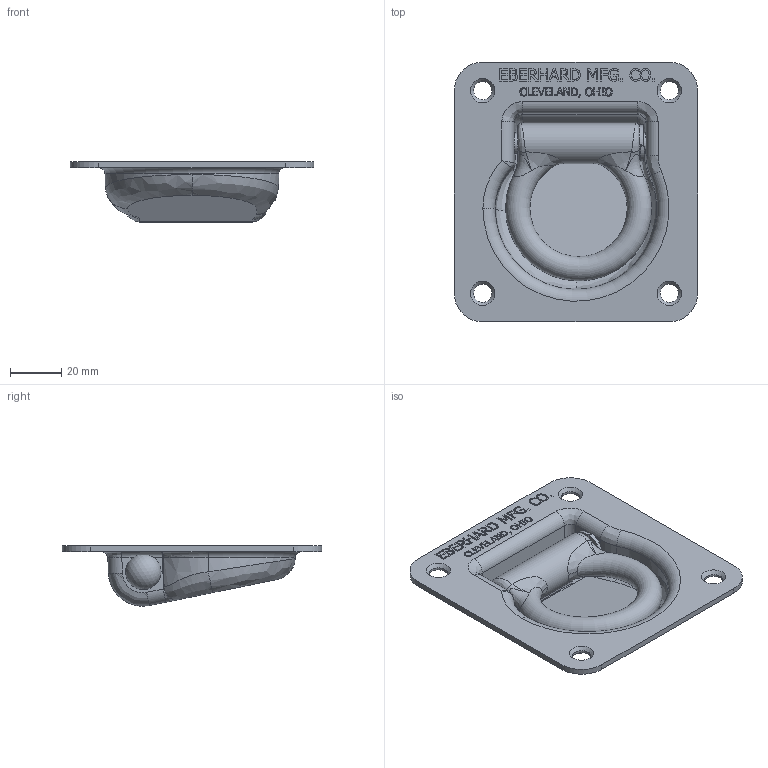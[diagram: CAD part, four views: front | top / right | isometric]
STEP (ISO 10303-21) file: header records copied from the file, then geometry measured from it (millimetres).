
FILE_DESCRIPTION(/* description */ ('RECESSED ROPE RING ASSEMBLY'),/* implementation_level */ '2;1');
FILE_NAME(/* name */ '172.stp',/* time_stamp */ '2023-11-21T11:54:41-05:00',/* author */ ('dtinay'),/* organization */ (''),/* preprocessor_version */ 'ST-DEVELOPER v20',/* originating_system */ 'Autodesk Inventor 2024',/* authorisation */ '');
FILE_SCHEMA (('AUTOMOTIVE_DESIGN { 1 0 10303 214 3 1 1 }'));
Length unit declared in the file: inch
Products named in the file (5): 172 / SS; 172-O; 172-2; 172-1; 12X-168
Assembly tree (4 placements, depth 2):
  172 / SS
    172-O
    172-2
    172-1
    12X-168
Bounding box: 95.25 x 101.6 x 23.59 mm (x, y, z)
Volume: 46202.8 mm3; surface area: 34858.2 mm2
Topology: 4 solids, 4 shells, 527 faces, 1378 edges, 901 vertices
Faces by surface type: plane 297, bspline 190, cylinder 26, cone 8, torus 5, sphere 1
Full cylindrical faces by diameter (mm): 7.137 x4, 7.925 x1, 8.331 x2, 8.636 x1, 10.16 x1, 15.85 x1
Entity records: 21281 total; most frequent: CARTESIAN_POINT 9449, ORIENTED_EDGE 2732, DIRECTION 1726, EDGE_CURVE 1366, LINE 890, VECTOR 890, VERTEX_POINT 889, EDGE_LOOP 585
